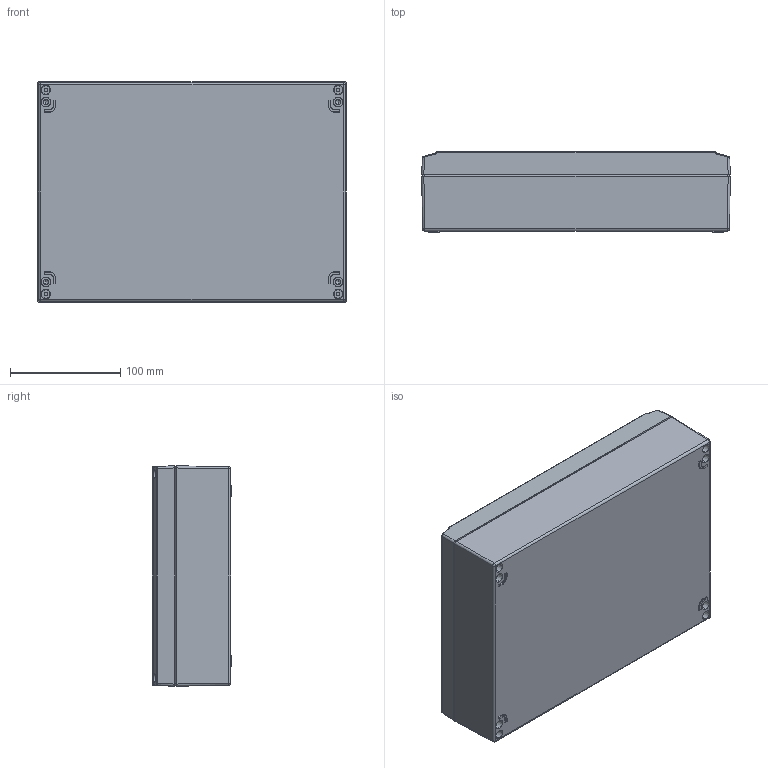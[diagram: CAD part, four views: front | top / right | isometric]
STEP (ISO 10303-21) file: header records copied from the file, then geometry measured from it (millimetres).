
FILE_DESCRIPTION (( 'STEP AP214' ), '1' );
FILE_NAME ('04202807.STEP', '2011-08-02T09:24:23', ( ' ' ), ( '' ), 'SwSTEP 2.0', 'SolidWorks 2010', '' );
FILE_SCHEMA (( 'AUTOMOTIVE_DESIGN' ));
Length unit declared in the file: millimetre
Products named in the file (5): 01171_M4 Gewinde Bearbeitung; 93132; 02171; 82003; 04202807
Assembly tree (7 placements, depth 2):
  04202807
    93132  x4
    01171_M4 Gewinde Bearbeitung
    02171
    82003
Bounding box: 280 x 72.5 x 200 mm (x, y, z)
Volume: 688089.1 mm3; surface area: 366853 mm2
Topology: 7 solids, 7 shells, 1095 faces, 2567 edges, 1518 vertices
Faces by surface type: cylinder 272, plane 271, bspline 220, cone 212, torus 100, sphere 20
Entity records: 35035 total; most frequent: CARTESIAN_POINT 13169, ORIENTED_EDGE 4658, DIRECTION 4319, EDGE_CURVE 2329, AXIS2_PLACEMENT_3D 1714, VERTEX_POINT 1392, EDGE_LOOP 1107, ADVANCED_FACE 1014
